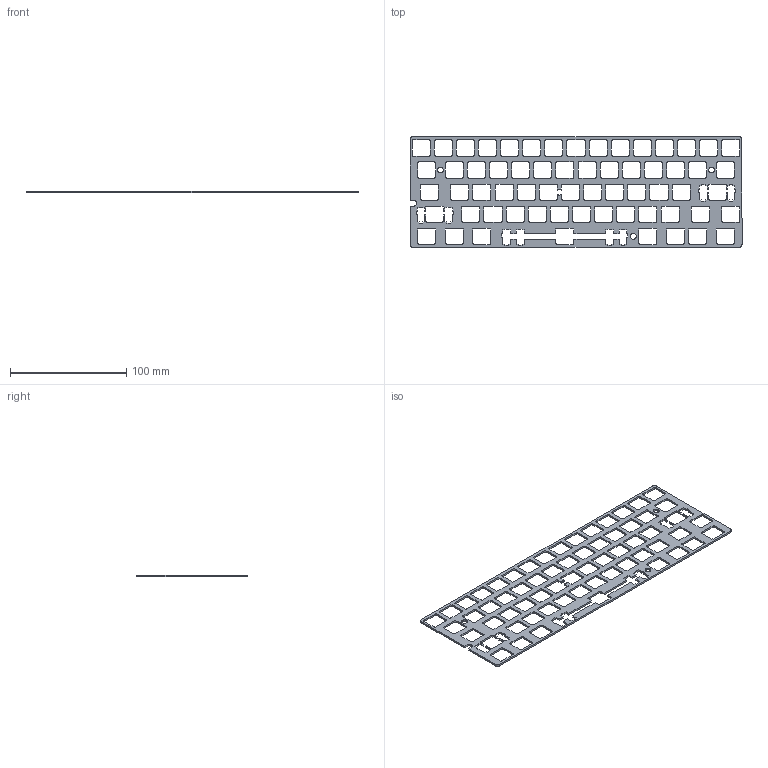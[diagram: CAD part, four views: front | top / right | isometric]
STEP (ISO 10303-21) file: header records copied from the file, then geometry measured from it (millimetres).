
FILE_DESCRIPTION (( 'STEP AP203' ), '1' );
FILE_NAME ('infinity-plate-hhkb3-layout.STEP', '2015-02-23T04:32:44', ( 'brandon' ), ( '' ), 'SwSTEP 2.0', 'SolidWorks 2013', '' );
FILE_SCHEMA (( 'CONFIG_CONTROL_DESIGN' ));
Length unit declared in the file: inch
Products named in the file (1): infinity-plate-hhkb3-layout
Bounding box: 285.75 x 95 x 1.59 mm (x, y, z)
Volume: 19795.9 mm3; surface area: 32795.4 mm2
Topology: 1 solids, 1 shells, 933 faces, 2793 edges, 1862 vertices
Faces by surface type: plane 919, cylinder 14
Entity records: 31114 total; most frequent: CARTESIAN_POINT 5589, ORIENTED_EDGE 5586, DIRECTION 4689, EDGE_CURVE 2793, LINE 2765, VECTOR 2765, VERTEX_POINT 1862, EDGE_LOOP 1063
